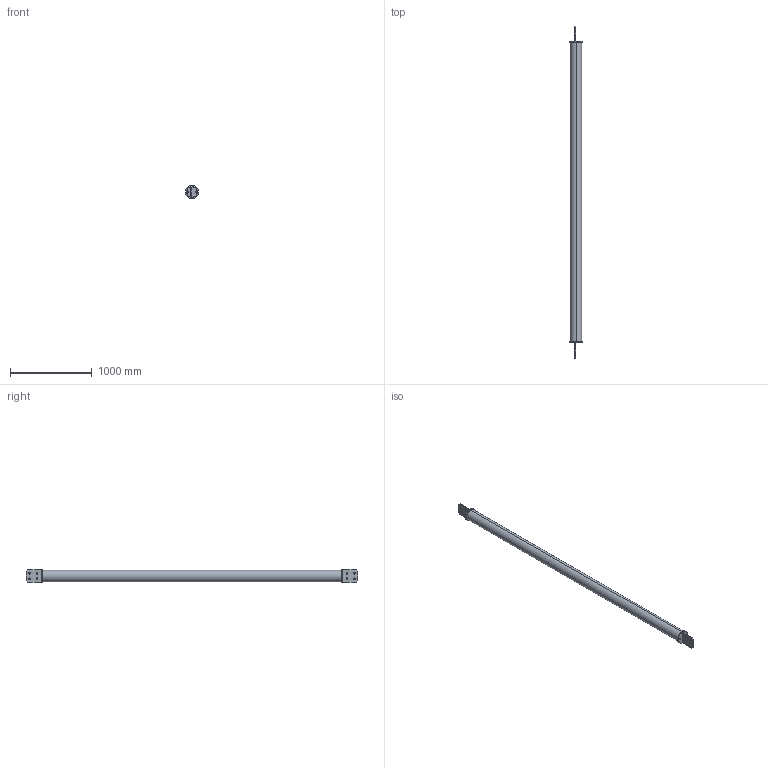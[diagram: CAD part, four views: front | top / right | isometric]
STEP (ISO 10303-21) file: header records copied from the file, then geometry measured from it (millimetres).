
FILE_DESCRIPTION (( 'STEP AP203' ), '1' );
FILE_NAME ('C25001-1-1184.STEP', '2025-12-08T10:17:23', ( '' ), ( '' ), 'SwSTEP 2.0', 'SolidWorks 2025', '' );
FILE_SCHEMA (( 'CONFIG_CONTROL_DESIGN' ));
Length unit declared in the file: millimetre
Products named in the file (1): C25001-1-1184
Bounding box: 160 x 4069.99 x 160 mm (x, y, z)
Volume: 8862107.6 mm3; surface area: 3328626 mm2
Topology: 5 solids, 5 shells, 54 faces, 132 edges, 88 vertices
Faces by surface type: cylinder 32, plane 22
Entity records: 1741 total; most frequent: DIRECTION 306, CARTESIAN_POINT 275, ORIENTED_EDGE 264, EDGE_CURVE 132, AXIS2_PLACEMENT_3D 119, VERTEX_POINT 88, EDGE_LOOP 80, VECTOR 68
